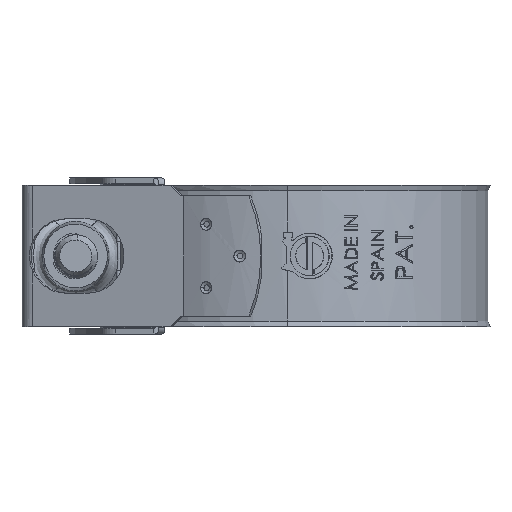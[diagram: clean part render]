
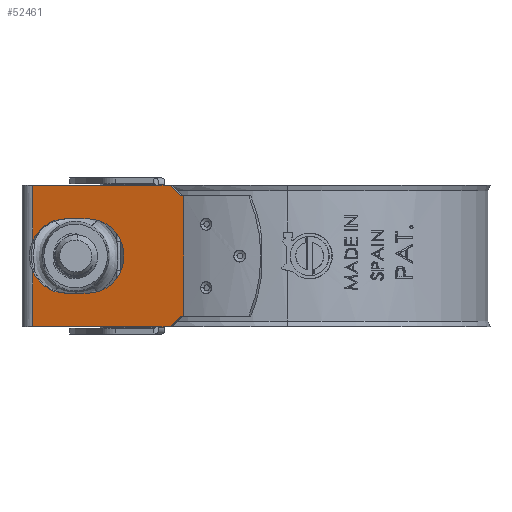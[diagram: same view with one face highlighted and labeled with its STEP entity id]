
A CAD part, left-side view. The second image highlights one B-rep face of the part: STEP entity #52461.
In plain terms, the highlighted planar face has unit normal (-0.968, 0.252, 0).
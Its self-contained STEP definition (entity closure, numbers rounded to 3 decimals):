
#174 = EDGE_CURVE ( 'NONE', #25788, #38358, #57776, .T. ) ;
#203 = CARTESIAN_POINT ( 'NONE',  ( -25.5, 14.632, -18.5 ) ) ;
#1251 = LINE ( 'NONE', #6515, #25958 ) ;
#1606 = DIRECTION ( 'NONE',  ( 0.178, 0.685, 0.706 ) ) ;
#2177 = VERTEX_POINT ( 'NONE', #12519 ) ;
#2544 = VECTOR ( 'NONE', #56986, 1000. ) ;
#2632 = AXIS2_PLACEMENT_3D ( 'NONE', #57459, #28023, #62439 ) ;
#3229 = LINE ( 'NONE', #60635, #16342 ) ;
#3621 = LINE ( 'NONE', #45591, #38359 ) ;
#4204 = EDGE_CURVE ( 'NONE', #31215, #25788, #33809, .T. ) ;
#4324 = ORIENTED_EDGE ( 'NONE', *, *, #4808, .T. ) ;
#4808 = EDGE_CURVE ( 'NONE', #17770, #50599, #40694, .T. ) ;
#6222 = DIRECTION ( 'NONE',  ( -0.968, 0.252, 0. ) ) ;
#6239 = CARTESIAN_POINT ( 'NONE',  ( -25.374, 15.118, -1.5 ) ) ;
#6393 = ORIENTED_EDGE ( 'NONE', *, *, #21030, .T. ) ;
#6515 = CARTESIAN_POINT ( 'NONE',  ( -25.5, 14.632, -20. ) ) ;
#7579 = DIRECTION ( 'NONE',  ( -0.178, -0.685, 0.706 ) ) ;
#7623 = VERTEX_POINT ( 'NONE', #6239 ) ;
#8863 = VERTEX_POINT ( 'NONE', #11089 ) ;
#9175 = AXIS2_PLACEMENT_3D ( 'NONE', #14885, #49336, #19835 ) ;
#9377 = EDGE_CURVE ( 'NONE', #31343, #27154, #45307, .T. ) ;
#10062 = DIRECTION ( 'NONE',  ( -0.252, -0.968, 0. ) ) ;
#11089 = CARTESIAN_POINT ( 'NONE',  ( -23.301, 23.086, -10. ) ) ;
#11500 = DIRECTION ( 'NONE',  ( 0., 0., 1. ) ) ;
#12145 = CARTESIAN_POINT ( 'NONE',  ( -21.148, 31.361, -4.75 ) ) ;
#12429 = DIRECTION ( 'NONE',  ( -0.968, 0.252, 0. ) ) ;
#12519 = CARTESIAN_POINT ( 'NONE',  ( -21.148, 31.361, -15.25 ) ) ;
#12724 = DIRECTION ( 'NONE',  ( -0.252, -0.968, 0. ) ) ;
#14121 = CARTESIAN_POINT ( 'NONE',  ( -24.995, 16.573, 0. ) ) ;
#14575 = CARTESIAN_POINT ( 'NONE',  ( -26.521, 10.707, -1.5 ) ) ;
#14885 = CARTESIAN_POINT ( 'NONE',  ( -21.979, 28.167, -10. ) ) ;
#15209 = VERTEX_POINT ( 'NONE', #48051 ) ;
#16342 = VECTOR ( 'NONE', #1606, 1000. ) ;
#17770 = VERTEX_POINT ( 'NONE', #26649 ) ;
#18355 = ORIENTED_EDGE ( 'NONE', *, *, #20766, .F. ) ;
#19031 = ORIENTED_EDGE ( 'NONE', *, *, #35920, .F. ) ;
#19157 = EDGE_CURVE ( 'NONE', #31343, #25405, #25703, .T. ) ;
#19522 = DIRECTION ( 'NONE',  ( 0.252, 0.968, 0. ) ) ;
#19835 = DIRECTION ( 'NONE',  ( -0.252, -0.968, 0. ) ) ;
#20678 = DIRECTION ( 'NONE',  ( -0.968, 0.252, 0. ) ) ;
#20766 = EDGE_CURVE ( 'NONE', #38358, #40104, #20975, .T. ) ;
#20925 = LINE ( 'NONE', #42064, #48698 ) ;
#20975 = LINE ( 'NONE', #39600, #60264 ) ;
#21030 = EDGE_CURVE ( 'NONE', #7623, #40104, #3229, .T. ) ;
#21048 = DIRECTION ( 'NONE',  ( 0.252, 0.968, 0. ) ) ;
#21155 = ORIENTED_EDGE ( 'NONE', *, *, #44886, .T. ) ;
#22154 = VECTOR ( 'NONE', #12724, 1000. ) ;
#22268 = CARTESIAN_POINT ( 'NONE',  ( -25.5, 14.632, -1.5 ) ) ;
#22428 = ORIENTED_EDGE ( 'NONE', *, *, #41229, .F. ) ;
#23642 = ORIENTED_EDGE ( 'NONE', *, *, #174, .F. ) ;
#23714 = LINE ( 'NONE', #46749, #22154 ) ;
#24403 = CARTESIAN_POINT ( 'NONE',  ( -19.936, 36.02, -7.906 ) ) ;
#25405 = VERTEX_POINT ( 'NONE', #32176 ) ;
#25416 = EDGE_CURVE ( 'NONE', #27154, #17770, #20925, .T. ) ;
#25703 = LINE ( 'NONE', #42396, #2544 ) ;
#25788 = VERTEX_POINT ( 'NONE', #24403 ) ;
#25958 = VECTOR ( 'NONE', #11500, 1000. ) ;
#26520 = EDGE_CURVE ( 'NONE', #25405, #2177, #30177, .T. ) ;
#26649 = CARTESIAN_POINT ( 'NONE',  ( -25.374, 15.118, -18.5 ) ) ;
#27154 = VERTEX_POINT ( 'NONE', #40997 ) ;
#28023 = DIRECTION ( 'NONE',  ( -0.968, 0.252, 0. ) ) ;
#29181 = VECTOR ( 'NONE', #49437, 1000. ) ;
#29584 = ORIENTED_EDGE ( 'NONE', *, *, #55231, .T. ) ;
#30177 = CIRCLE ( 'NONE', #38120, 5.25 ) ;
#30583 = EDGE_CURVE ( 'NONE', #2177, #36783, #23714, .T. ) ;
#31215 = VERTEX_POINT ( 'NONE', #12145 ) ;
#31343 = VERTEX_POINT ( 'NONE', #47220 ) ;
#32176 = CARTESIAN_POINT ( 'NONE',  ( -19.936, 36.02, -12.094 ) ) ;
#32921 = ORIENTED_EDGE ( 'NONE', *, *, #54185, .F. ) ;
#33809 = CIRCLE ( 'NONE', #2632, 5.25 ) ;
#35678 = VERTEX_POINT ( 'NONE', #22268 ) ;
#35781 = CARTESIAN_POINT ( 'NONE',  ( -21.979, 28.167, -10. ) ) ;
#35920 = EDGE_CURVE ( 'NONE', #8863, #15209, #59682, .T. ) ;
#36429 = ORIENTED_EDGE ( 'NONE', *, *, #30583, .F. ) ;
#36783 = VERTEX_POINT ( 'NONE', #47692 ) ;
#37892 = DIRECTION ( 'NONE',  ( -0.252, -0.968, 0. ) ) ;
#38120 = AXIS2_PLACEMENT_3D ( 'NONE', #41941, #12429, #46868 ) ;
#38358 = VERTEX_POINT ( 'NONE', #62785 ) ;
#38359 = VECTOR ( 'NONE', #21048, 1000. ) ;
#39600 = CARTESIAN_POINT ( 'NONE',  ( -19.936, 36.02, 0. ) ) ;
#40104 = VERTEX_POINT ( 'NONE', #14121 ) ;
#40694 = LINE ( 'NONE', #42786, #29181 ) ;
#40715 = DIRECTION ( 'NONE',  ( -0.252, -0.968, 0. ) ) ;
#40997 = CARTESIAN_POINT ( 'NONE',  ( -24.995, 16.573, -20. ) ) ;
#41229 = EDGE_CURVE ( 'NONE', #36783, #8863, #54841, .T. ) ;
#41941 = CARTESIAN_POINT ( 'NONE',  ( -21.148, 31.361, -10. ) ) ;
#42064 = CARTESIAN_POINT ( 'NONE',  ( -25.571, 14.359, -17.718 ) ) ;
#42396 = CARTESIAN_POINT ( 'NONE',  ( -19.936, 36.02, -20. ) ) ;
#42786 = CARTESIAN_POINT ( 'NONE',  ( -26.521, 10.707, -18.5 ) ) ;
#43938 = ORIENTED_EDGE ( 'NONE', *, *, #9377, .T. ) ;
#44886 = EDGE_CURVE ( 'NONE', #35678, #7623, #61671, .T. ) ;
#45307 = LINE ( 'NONE', #47742, #58419 ) ;
#45591 = CARTESIAN_POINT ( 'NONE',  ( -21.979, 28.167, -4.75 ) ) ;
#46749 = CARTESIAN_POINT ( 'NONE',  ( -21.979, 28.167, -15.25 ) ) ;
#46794 = AXIS2_PLACEMENT_3D ( 'NONE', #35781, #6222, #40715 ) ;
#46868 = DIRECTION ( 'NONE',  ( -0.252, -0.968, 0. ) ) ;
#47220 = CARTESIAN_POINT ( 'NONE',  ( -19.936, 36.02, -20. ) ) ;
#47692 = CARTESIAN_POINT ( 'NONE',  ( -21.979, 28.167, -15.25 ) ) ;
#47742 = CARTESIAN_POINT ( 'NONE',  ( -19.936, 36.02, -20. ) ) ;
#48051 = CARTESIAN_POINT ( 'NONE',  ( -21.979, 28.167, -4.75 ) ) ;
#48382 = FACE_OUTER_BOUND ( 'NONE', #54412, .T. ) ;
#48594 = VECTOR ( 'NONE', #19522, 1000. ) ;
#48698 = VECTOR ( 'NONE', #7579, 1000. ) ;
#48983 = DIRECTION ( 'NONE',  ( 0., 0., 1. ) ) ;
#49146 = CARTESIAN_POINT ( 'NONE',  ( -19.936, 36.02, -20. ) ) ;
#49336 = DIRECTION ( 'NONE',  ( -0.968, 0.252, 0. ) ) ;
#49437 = DIRECTION ( 'NONE',  ( -0.252, -0.968, 0. ) ) ;
#49601 = CARTESIAN_POINT ( 'NONE',  ( -19.936, 36.02, -20. ) ) ;
#50164 = PLANE ( 'NONE',  #53582 ) ;
#50599 = VERTEX_POINT ( 'NONE', #203 ) ;
#52461 = ADVANCED_FACE ( 'NONE', ( #48382 ), #50164, .T. ) ;
#53582 = AXIS2_PLACEMENT_3D ( 'NONE', #49146, #20678, #55088 ) ;
#54023 = ORIENTED_EDGE ( 'NONE', *, *, #26520, .F. ) ;
#54185 = EDGE_CURVE ( 'NONE', #15209, #31215, #3621, .T. ) ;
#54412 = EDGE_LOOP ( 'NONE', ( #63760, #32921, #19031, #22428, #36429, #54023, #58285, #43938, #54679, #4324, #29584, #21155, #6393, #18355, #23642 ) ) ;
#54679 = ORIENTED_EDGE ( 'NONE', *, *, #25416, .T. ) ;
#54841 = CIRCLE ( 'NONE', #46794, 5.25 ) ;
#55088 = DIRECTION ( 'NONE',  ( -0.252, -0.968, 0. ) ) ;
#55231 = EDGE_CURVE ( 'NONE', #50599, #35678, #1251, .T. ) ;
#56986 = DIRECTION ( 'NONE',  ( 0., 0., 1. ) ) ;
#57459 = CARTESIAN_POINT ( 'NONE',  ( -21.148, 31.361, -10. ) ) ;
#57776 = LINE ( 'NONE', #49601, #59324 ) ;
#58285 = ORIENTED_EDGE ( 'NONE', *, *, #19157, .F. ) ;
#58419 = VECTOR ( 'NONE', #37892, 1000. ) ;
#59324 = VECTOR ( 'NONE', #48983, 1000. ) ;
#59682 = CIRCLE ( 'NONE', #9175, 5.25 ) ;
#60264 = VECTOR ( 'NONE', #10062, 1000. ) ;
#60635 = CARTESIAN_POINT ( 'NONE',  ( -25.571, 14.359, -2.282 ) ) ;
#61671 = LINE ( 'NONE', #14575, #48594 ) ;
#62439 = DIRECTION ( 'NONE',  ( -0.252, -0.968, 0. ) ) ;
#62785 = CARTESIAN_POINT ( 'NONE',  ( -19.936, 36.02, 0. ) ) ;
#63760 = ORIENTED_EDGE ( 'NONE', *, *, #4204, .F. ) ;
